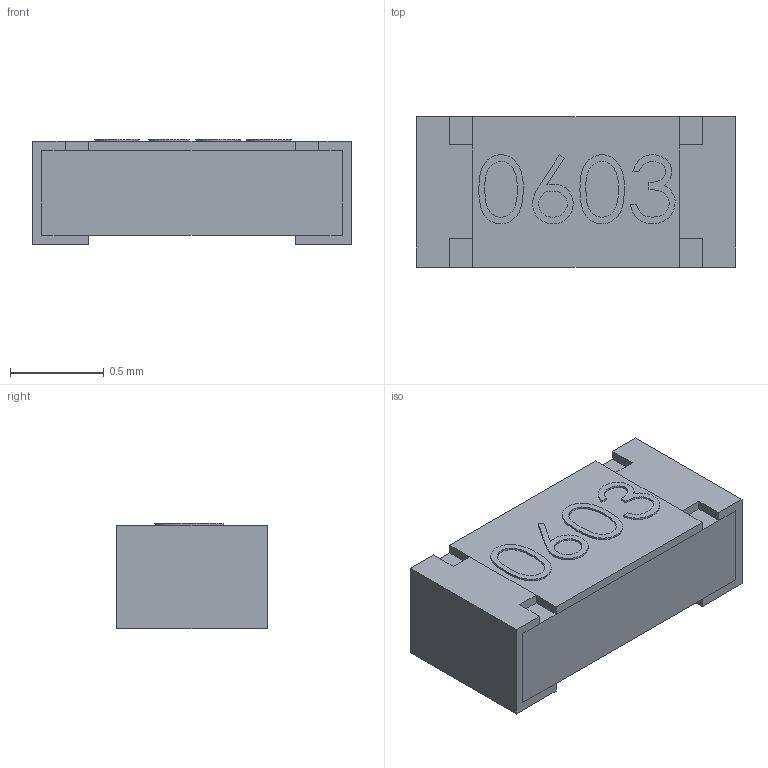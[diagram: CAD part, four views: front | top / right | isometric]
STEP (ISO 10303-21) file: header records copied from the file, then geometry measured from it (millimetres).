
FILE_DESCRIPTION(('FreeCAD Model'),'2;1');
FILE_NAME('R_0603.step','2015-12-08T13:56:01',('Author'),(''), 'Open CASCADE STEP processor 6.8','FreeCAD','Unknown');
FILE_SCHEMA(('AUTOMOTIVE_DESIGN_CC2 { 1 2 10303 214 -1 1 5 4 }'));
Length unit declared in the file: millimetre
Products named in the file (1): Fusion
Bounding box: 1.7 x 0.8 x 0.56 mm (x, y, z)
Volume: 0.7 mm3; surface area: 5.6 mm2
Topology: 1 solids, 1 shells, 88 faces, 229 edges, 150 vertices
Faces by surface type: plane 47, bspline 41
Entity records: 11927 total; most frequent: CARTESIAN_POINT 7231, DIRECTION 537, ORIENTED_EDGE 458, PCURVE 458, DEFINITIONAL_REPRESENTATION 458, LINE 441, VECTOR 441, B_SPLINE_CURVE_WITH_KNOTS 246
